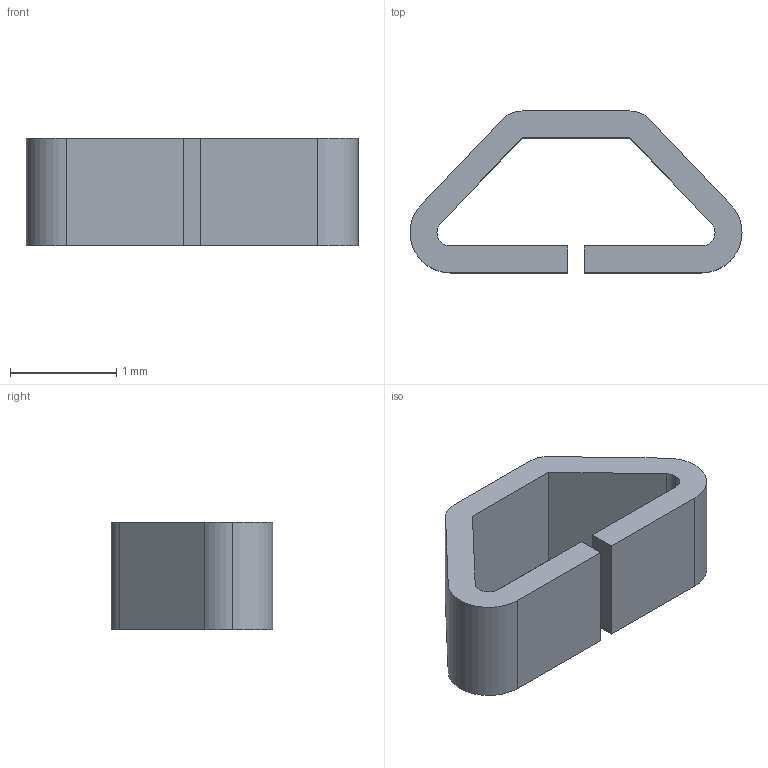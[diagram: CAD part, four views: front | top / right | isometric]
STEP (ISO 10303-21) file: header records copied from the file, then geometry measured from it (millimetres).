
FILE_DESCRIPTION(('FreeCAD Model'),'2;1');
FILE_NAME('5015.step','2019-03-26T09:08:10' ,('kicad StepUp'),('ksu MCAD'),'Open CASCADE STEP processor 7.2', 'FreeCAD','Unknown');
FILE_SCHEMA(('AUTOMOTIVE_DESIGN { 1 0 10303 214 1 1 1 1 }'));
Length unit declared in the file: millimetre
Products named in the file (1): 5015
Bounding box: 3.12 x 1.52 x 1.02 mm (x, y, z)
Volume: 1.8 mm3; surface area: 17.9 mm2
Topology: 1 solids, 1 shells, 24 faces, 66 edges, 44 vertices
Faces by surface type: plane 14, cylinder 10
Entity records: 791 total; most frequent: DIRECTION 136, CARTESIAN_POINT 135, ORIENTED_EDGE 132, EDGE_CURVE 66, LINE 46, VECTOR 46, AXIS2_PLACEMENT_3D 45, VERTEX_POINT 44
